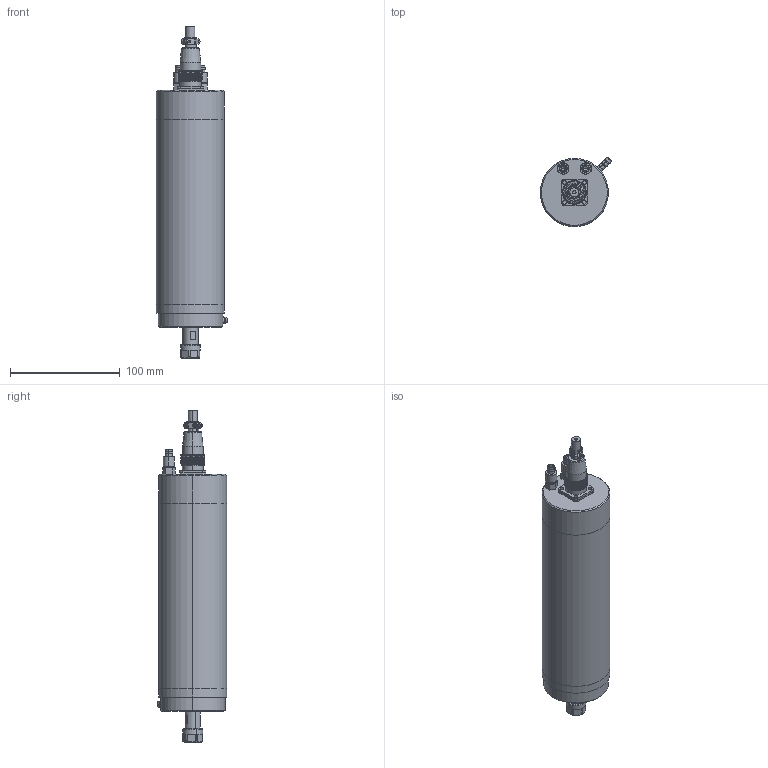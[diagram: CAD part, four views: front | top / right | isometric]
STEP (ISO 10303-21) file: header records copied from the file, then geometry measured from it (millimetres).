
FILE_DESCRIPTION (( 'STEP AP214' ), '1' );
FILE_NAME ('GDZ-26.STEP', '2024-08-02T02:21:10', ( '00' ), ( '' ), 'SwSTEP 2.0', 'SolidWorks 2018', '' );
FILE_SCHEMA (( 'AUTOMOTIVE_DESIGN' ));
Length unit declared in the file: millimetre
Products named in the file (13): GDZ26-2粣創釱_1; D6-M6ァ郲; ER11粟俶芠標_2; GDZ26-2粣芛_1; GDZ26-2滅鳥欶_1_1; H17-4脣芛; H17-4脣釱; GDZ26-2堤盄釱_1; GDZ-26; 阨郲30.5-(M8)_1; H17-4瑤脣; ER11蹟簽_2; GDZ26-2儂褲_1
Assembly tree (13 placements, depth 3):
  GDZ-26
    GDZ26-2儂褲_1
    GDZ26-2堤盄釱_1
    GDZ26-2滅鳥欶_1_1
    GDZ26-2粣創釱_1
    GDZ26-2粣芛_1
    ER11粟俶芠標_2
    ER11蹟簽_2
    H17-4瑤脣
      H17-4脣釱
      H17-4脣芛
    阨郲30.5-(M8)_1  x2
    D6-M6ァ郲
Bounding box: 64.9 x 63.48 x 302.7 mm (x, y, z)
Volume: 665609.6 mm3; surface area: 86509.1 mm2
Topology: 14 solids, 14 shells, 1097 faces, 2907 edges, 1882 vertices
Faces by surface type: cylinder 508, plane 471, cone 78, bspline 36, torus 4
Entity records: 48289 total; most frequent: CARTESIAN_POINT 9833, ORIENTED_EDGE 5616, DIRECTION 5374, EDGE_CURVE 2808, AXIS2_PLACEMENT_3D 2114, VERTEX_POINT 1841, EDGE_LOOP 1181, LINE 1146
